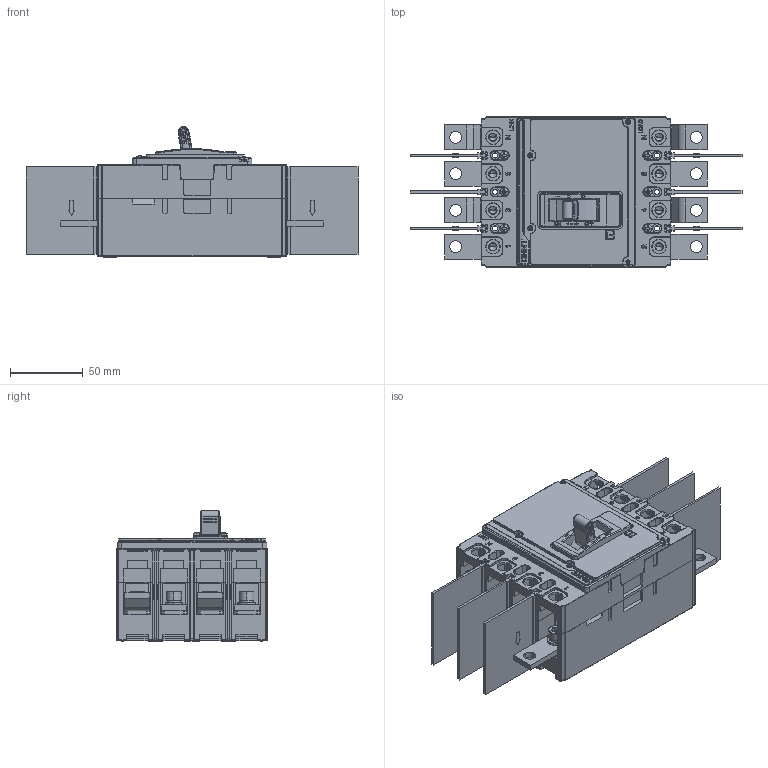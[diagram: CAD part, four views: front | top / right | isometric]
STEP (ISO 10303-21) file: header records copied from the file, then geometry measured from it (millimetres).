
FILE_DESCRIPTION(/* description */ (''),/* implementation_level */ '2;1');
FILE_NAME(/* name */ '125S-4P.stp',/* time_stamp */ '2017-04-07T19:31:37+08:00',/* author */ (''),/* organization */ (''),/* preprocessor_version */ 'ST-DEVELOPER v11',/* originating_system */ 'SIEMENS PLM Software NX 7.5',/* authorisation */ '');
FILE_SCHEMA (('CONFIG_CONTROL_DESIGN'));
Products named in the file (1): yang755D0k9g
Bounding box: 227.6 x 103 x 89.63 mm (x, y, z)
Volume: 890531.6 mm3; surface area: 257304.9 mm2
Topology: 56 solids, 103 shells, 4286 faces, 11048 edges, 7097 vertices
Faces by surface type: plane 2403, cylinder 1199, extrusion 241, torus 144, cone 135, bspline 86, sphere 78
Full cylindrical faces by diameter (mm): 3.5 x3, 3.6 x1
Entity records: 135475 total; most frequent: CARTESIAN_POINT 31776, ORIENTED_EDGE 21886, DIRECTION 20401, EDGE_CURVE 11011, VECTOR 7203, VERTEX_POINT 7096, LINE 6962, AXIS2_PLACEMENT_3D 6599
